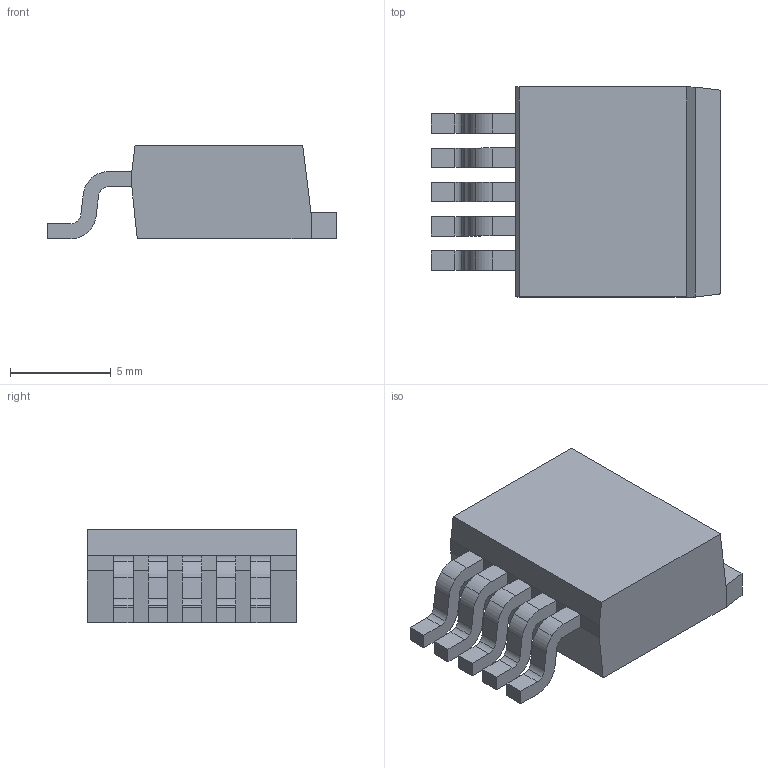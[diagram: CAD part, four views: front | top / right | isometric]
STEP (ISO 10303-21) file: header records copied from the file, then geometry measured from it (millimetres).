
FILE_DESCRIPTION((''),'2;1');
FILE_NAME('TO170P1435X465-6N-R1041X635.stp','2009-09-22T09:24:35',(''),(''),'Mechanical Desktop 2006','Mechanical Desktop 2006',', , ');
FILE_SCHEMA(('AUTOMOTIVE_DESIGN { 1 2 10303 214 0 1 1 1 }'));
Length unit declared in the file: millimetre
Products named in the file (1): Product
Bounding box: 14.35 x 10.41 x 4.65 mm (x, y, z)
Volume: 456.5 mm3; surface area: 610.8 mm2
Topology: 8 solids, 8 shells, 116 faces, 300 edges, 200 vertices
Faces by surface type: plane 76, cylinder 40
Entity records: 3589 total; most frequent: CARTESIAN_POINT 617, DIRECTION 614, ORIENTED_EDGE 600, EDGE_CURVE 300, VECTOR 220, LINE 220, VERTEX_POINT 200, AXIS2_PLACEMENT_3D 197
